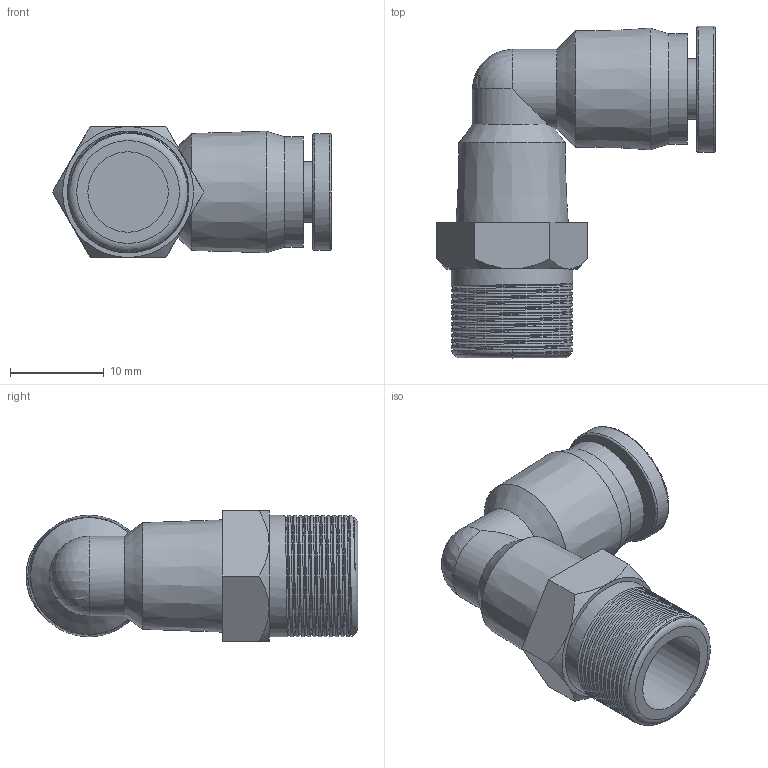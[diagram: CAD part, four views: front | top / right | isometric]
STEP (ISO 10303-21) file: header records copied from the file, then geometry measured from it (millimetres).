
FILE_DESCRIPTION(/* description */ (''),/* implementation_level */ '2;1');
FILE_NAME(/* name */ 'Thred elbo male.step',/* time_stamp */ '2023-07-30T19:05:00+08:00',/* author */ (''),/* organization */ (''),/* preprocessor_version */ 'ST-DEVELOPER v19.2',/* originating_system */ 'Autodesk Translation Framework v11.17.0.187',/* authorisation */ '');
FILE_SCHEMA (('AUTOMOTIVE_DESIGN { 1 0 10303 214 3 1 1 }'));
Length unit declared in the file: millimetre
Products named in the file (1): Thred elbo male
Bounding box: 29.83 x 35.49 x 14 mm (x, y, z)
Volume: 4597.3 mm3; surface area: 3305.3 mm2
Topology: 2 solids, 2 shells, 62 faces, 140 edges, 88 vertices
Faces by surface type: cylinder 21, plane 19, cone 11, bspline 7, torus 3, sphere 1
Full cylindrical faces by diameter (mm): 6 x2, 6.5 x1, 8.5 x1, 8.6 x1, 9.8 x1, 10.8 x1, 11.8 x1, 13 x11
Entity records: 4811 total; most frequent: CARTESIAN_POINT 3470, ORIENTED_EDGE 276, DIRECTION 237, EDGE_CURVE 138, AXIS2_PLACEMENT_3D 98, VERTEX_POINT 88, EDGE_LOOP 72, FACE_OUTER_BOUND 62
